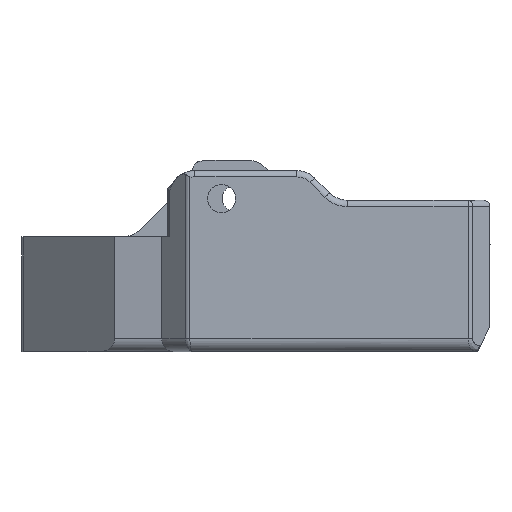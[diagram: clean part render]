
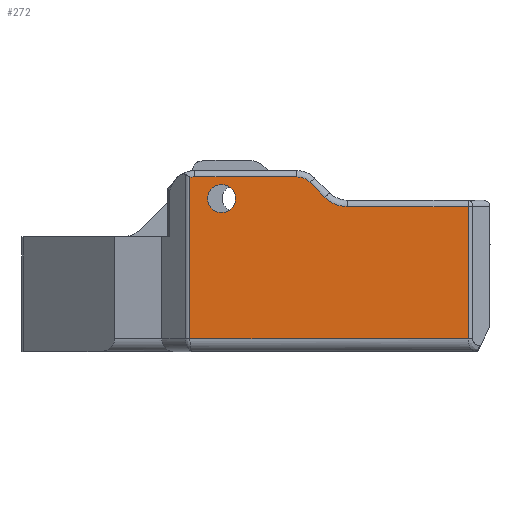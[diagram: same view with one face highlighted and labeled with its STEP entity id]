
A CAD part, left-side view. The second image highlights one B-rep face of the part: STEP entity #272.
In plain terms, the highlighted planar face has unit normal (-1, 0, 0).
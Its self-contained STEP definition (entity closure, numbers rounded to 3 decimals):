
#30 = CIRCLE ( 'NONE', #9949, 1.5 ) ;
#46 = VERTEX_POINT ( 'NONE', #2255 ) ;
#92 = EDGE_LOOP ( 'NONE', ( #11068, #10744, #5102, #10543, #9478, #2780, #7997, #10296, #2650 ) ) ;
#112 = EDGE_CURVE ( 'NONE', #10401, #9475, #10777, .T. ) ;
#124 = VECTOR ( 'NONE', #2143, 1000. ) ;
#157 = CARTESIAN_POINT ( 'NONE',  ( -23.75, -8.234, 19.446 ) ) ;
#200 = CARTESIAN_POINT ( 'NONE',  ( -23.75, -10.714, 13.1 ) ) ;
#272 = ADVANCED_FACE ( 'NONE', ( #7305, #4372 ), #9261, .T. ) ;
#313 = DIRECTION ( 'NONE',  ( -1., 0., 0. ) ) ;
#759 = LINE ( 'NONE', #4613, #11923 ) ;
#1018 = DIRECTION ( 'NONE',  ( 0., 1., 0. ) ) ;
#1030 = VERTEX_POINT ( 'NONE', #8008 ) ;
#1180 = CARTESIAN_POINT ( 'NONE',  ( -23.75, -8.234, 1. ) ) ;
#1226 = EDGE_LOOP ( 'NONE', ( #7527, #7707 ) ) ;
#1269 = LINE ( 'NONE', #7931, #10358 ) ;
#1301 = AXIS2_PLACEMENT_3D ( 'NONE', #5115, #313, #7792 ) ;
#1458 = CARTESIAN_POINT ( 'NONE',  ( -23.75, 0.946, 19.446 ) ) ;
#1845 = VECTOR ( 'NONE', #10434, 1000. ) ;
#2143 = DIRECTION ( 'NONE',  ( 0., 0., 1. ) ) ;
#2255 = CARTESIAN_POINT ( 'NONE',  ( -23.75, -30.043, 11.37 ) ) ;
#2270 = CARTESIAN_POINT ( 'NONE',  ( -23.75, -30.043, 19.446 ) ) ;
#2650 = ORIENTED_EDGE ( 'NONE', *, *, #4910, .T. ) ;
#2699 = CARTESIAN_POINT ( 'NONE',  ( -23.75, -30.043, 1. ) ) ;
#2780 = ORIENTED_EDGE ( 'NONE', *, *, #12530, .T. ) ;
#2982 = EDGE_CURVE ( 'NONE', #12207, #1030, #30, .T. ) ;
#3090 = EDGE_CURVE ( 'NONE', #6610, #12207, #1269, .T. ) ;
#3517 = EDGE_CURVE ( 'NONE', #6166, #8453, #9428, .T. ) ;
#3717 = CARTESIAN_POINT ( 'NONE',  ( -23.75, -30.25, 1. ) ) ;
#3720 = CIRCLE ( 'NONE', #1301, 1.5 ) ;
#3955 = VERTEX_POINT ( 'NONE', #12458 ) ;
#4101 = LINE ( 'NONE', #10883, #12485 ) ;
#4158 = CARTESIAN_POINT ( 'NONE',  ( -23.75, -8.619, 12.2 ) ) ;
#4166 = DIRECTION ( 'NONE',  ( 0., 1., 0. ) ) ;
#4302 = AXIS2_PLACEMENT_3D ( 'NONE', #5994, #6894, #11658 ) ;
#4372 = FACE_BOUND ( 'NONE', #1226, .T. ) ;
#4402 = EDGE_CURVE ( 'NONE', #9475, #9367, #759, .T. ) ;
#4613 = CARTESIAN_POINT ( 'NONE',  ( -23.75, -17.652, 13.261 ) ) ;
#4795 = CARTESIAN_POINT ( 'NONE',  ( -23.75, -18.811, 12.102 ) ) ;
#4910 = EDGE_CURVE ( 'NONE', #1030, #6166, #7703, .T. ) ;
#5102 = ORIENTED_EDGE ( 'NONE', *, *, #10235, .T. ) ;
#5115 = CARTESIAN_POINT ( 'NONE',  ( -23.75, -16.592, 12.2 ) ) ;
#5347 = DIRECTION ( 'NONE',  ( -1., 0., 0. ) ) ;
#5408 = DIRECTION ( 'NONE',  ( -1., 0., 0. ) ) ;
#5411 = DIRECTION ( 'NONE',  ( -1., 0., 0. ) ) ;
#5994 = CARTESIAN_POINT ( 'NONE',  ( -23.75, -20.578, 13.87 ) ) ;
#6166 = VERTEX_POINT ( 'NONE', #1180 ) ;
#6350 = CARTESIAN_POINT ( 'NONE',  ( -23.75, -10.714, 12. ) ) ;
#6610 = VERTEX_POINT ( 'NONE', #7382 ) ;
#6611 = EDGE_CURVE ( 'NONE', #6924, #3955, #11331, .T. ) ;
#6894 = DIRECTION ( 'NONE',  ( 1., 0., 0. ) ) ;
#6924 = VERTEX_POINT ( 'NONE', #200 ) ;
#6930 = DIRECTION ( 'NONE',  ( 0., 0., -1. ) ) ;
#7099 = LINE ( 'NONE', #2270, #124 ) ;
#7175 = DIRECTION ( 'NONE',  ( -1., 0., 0. ) ) ;
#7305 = FACE_OUTER_BOUND ( 'NONE', #92, .T. ) ;
#7382 = CARTESIAN_POINT ( 'NONE',  ( -23.75, -16.592, 13.7 ) ) ;
#7527 = ORIENTED_EDGE ( 'NONE', *, *, #6611, .F. ) ;
#7569 = DIRECTION ( 'NONE',  ( 0., 0., 1. ) ) ;
#7703 = LINE ( 'NONE', #157, #9287 ) ;
#7707 = ORIENTED_EDGE ( 'NONE', *, *, #10593, .F. ) ;
#7748 = AXIS2_PLACEMENT_3D ( 'NONE', #1458, #7175, #12174 ) ;
#7792 = DIRECTION ( 'NONE',  ( 0., 0., 1. ) ) ;
#7931 = CARTESIAN_POINT ( 'NONE',  ( -23.75, -8.619, 13.7 ) ) ;
#7997 = ORIENTED_EDGE ( 'NONE', *, *, #3090, .T. ) ;
#8008 = CARTESIAN_POINT ( 'NONE',  ( -23.75, -8.234, 13.65 ) ) ;
#8225 = CIRCLE ( 'NONE', #8826, 1.1 ) ;
#8248 = DIRECTION ( 'NONE',  ( 0., 0.707, 0.707 ) ) ;
#8350 = EDGE_CURVE ( 'NONE', #8453, #46, #7099, .T. ) ;
#8453 = VERTEX_POINT ( 'NONE', #2699 ) ;
#8826 = AXIS2_PLACEMENT_3D ( 'NONE', #12201, #5411, #10240 ) ;
#9261 = PLANE ( 'NONE',  #7748 ) ;
#9287 = VECTOR ( 'NONE', #6930, 1000. ) ;
#9367 = VERTEX_POINT ( 'NONE', #12294 ) ;
#9428 = LINE ( 'NONE', #3717, #1845 ) ;
#9475 = VERTEX_POINT ( 'NONE', #4795 ) ;
#9478 = ORIENTED_EDGE ( 'NONE', *, *, #4402, .T. ) ;
#9949 = AXIS2_PLACEMENT_3D ( 'NONE', #4158, #5347, #11906 ) ;
#10235 = EDGE_CURVE ( 'NONE', #46, #10401, #4101, .T. ) ;
#10240 = DIRECTION ( 'NONE',  ( 0., 0., 1. ) ) ;
#10296 = ORIENTED_EDGE ( 'NONE', *, *, #2982, .T. ) ;
#10358 = VECTOR ( 'NONE', #1018, 1000. ) ;
#10401 = VERTEX_POINT ( 'NONE', #10428 ) ;
#10428 = CARTESIAN_POINT ( 'NONE',  ( -23.75, -20.578, 11.37 ) ) ;
#10434 = DIRECTION ( 'NONE',  ( 0., -1., 0. ) ) ;
#10543 = ORIENTED_EDGE ( 'NONE', *, *, #112, .T. ) ;
#10593 = EDGE_CURVE ( 'NONE', #3955, #6924, #8225, .T. ) ;
#10721 = CARTESIAN_POINT ( 'NONE',  ( -23.75, -8.619, 13.7 ) ) ;
#10744 = ORIENTED_EDGE ( 'NONE', *, *, #8350, .T. ) ;
#10777 = CIRCLE ( 'NONE', #4302, 2.5 ) ;
#10883 = CARTESIAN_POINT ( 'NONE',  ( -23.75, -20.578, 11.37 ) ) ;
#11068 = ORIENTED_EDGE ( 'NONE', *, *, #3517, .T. ) ;
#11331 = CIRCLE ( 'NONE', #12156, 1.1 ) ;
#11658 = DIRECTION ( 'NONE',  ( 0., 0., 1. ) ) ;
#11906 = DIRECTION ( 'NONE',  ( 0., 0., 1. ) ) ;
#11923 = VECTOR ( 'NONE', #8248, 1000. ) ;
#12156 = AXIS2_PLACEMENT_3D ( 'NONE', #6350, #5408, #7569 ) ;
#12174 = DIRECTION ( 'NONE',  ( 0., 0., 1. ) ) ;
#12201 = CARTESIAN_POINT ( 'NONE',  ( -23.75, -10.714, 12. ) ) ;
#12207 = VERTEX_POINT ( 'NONE', #10721 ) ;
#12294 = CARTESIAN_POINT ( 'NONE',  ( -23.75, -17.652, 13.261 ) ) ;
#12458 = CARTESIAN_POINT ( 'NONE',  ( -23.75, -10.714, 10.9 ) ) ;
#12485 = VECTOR ( 'NONE', #4166, 1000. ) ;
#12530 = EDGE_CURVE ( 'NONE', #9367, #6610, #3720, .T. ) ;
